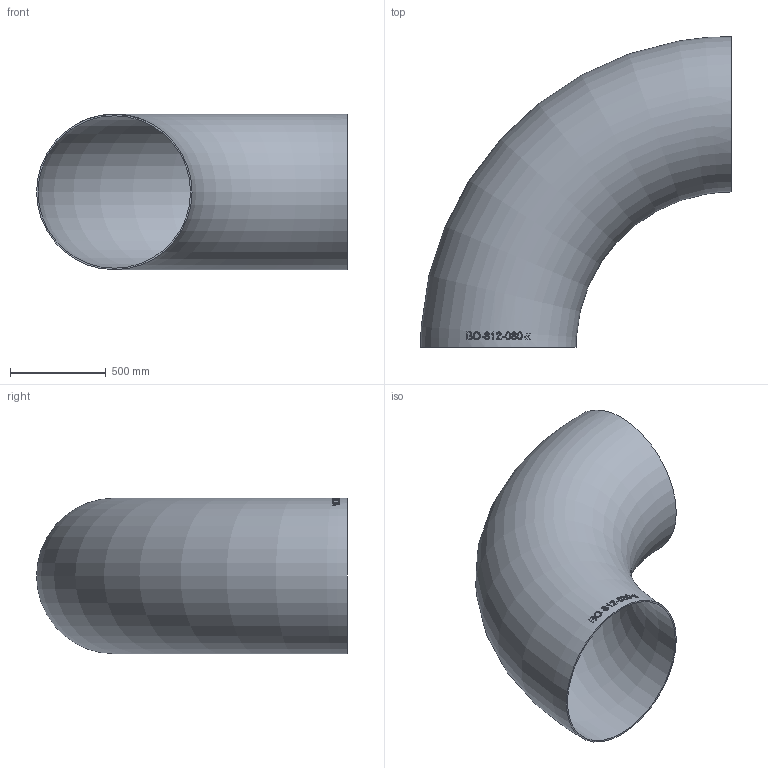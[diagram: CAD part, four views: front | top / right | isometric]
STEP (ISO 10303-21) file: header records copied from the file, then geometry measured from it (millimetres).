
FILE_DESCRIPTION (( 'STEP AP214' ), '1' );
FILE_NAME ('BO-812-080-x Bogen 2005.STEP', '2020-05-01T11:04:23', ( '' ), ( '' ), 'SwSTEP 2.0', 'SolidWorks 2019', '' );
FILE_SCHEMA (( 'AUTOMOTIVE_DESIGN' ));
Length unit declared in the file: millimetre
Products named in the file (1): BO-812-080-x Bogen 2005
Bounding box: 1625.4 x 1625.4 x 812.8 mm (x, y, z)
Volume: 38730172.4 mm3; surface area: 9723099.8 mm2
Topology: 1 solids, 1 shells, 153 faces, 394 edges, 263 vertices
Faces by surface type: bspline 126, torus 25, plane 2
Entity records: 47649 total; most frequent: CARTESIAN_POINT 43565, ORIENTED_EDGE 764, EDGE_CURVE 382, B_SPLINE_CURVE_WITH_KNOTS 378, VERTEX_POINT 256, EDGE_LOOP 176, FACE_OUTER_BOUND 153, ADVANCED_FACE 151
